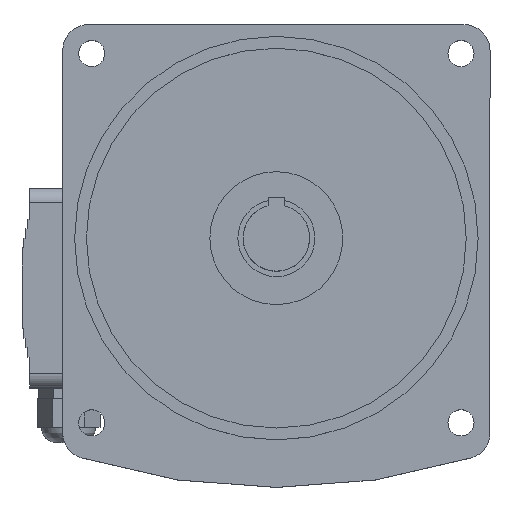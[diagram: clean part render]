
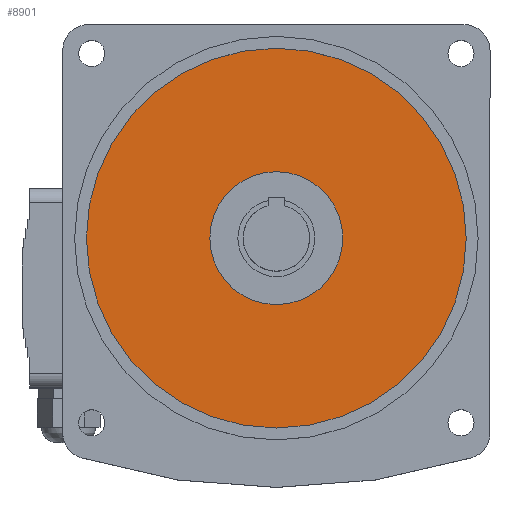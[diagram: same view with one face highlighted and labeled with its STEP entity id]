
A CAD part, top view. The second image highlights one B-rep face of the part: STEP entity #8901.
In plain terms, the highlighted planar face has unit normal (0, 0, 1).
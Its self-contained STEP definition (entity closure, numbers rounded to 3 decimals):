
#18=PLANE($,#9524);
#2641=FACE_BOUND($,#3297,.T.);
#2754=FACE_OUTER_BOUND($,#3296,.T.);
#3296=EDGE_LOOP($,(#6418));
#3297=EDGE_LOOP($,(#6419));
#3895=CIRCLE($,#9417,28.);
#3913=CIRCLE($,#9444,80.);
#4114=VERTEX_POINT($,#12726);
#4132=VERTEX_POINT($,#12771);
#4984=EDGE_CURVE($,#4114,#4114,#3895,.T.);
#5002=EDGE_CURVE($,#4132,#4132,#3913,.T.);
#6418=ORIENTED_EDGE($,*,*,#5002,.F.);
#6419=ORIENTED_EDGE($,*,*,#4984,.F.);
#8901=ADVANCED_FACE($,(#2754,#2641),#18,.T.);
#9417=AXIS2_PLACEMENT_3D($,#12727,#10168,#10169);
#9444=AXIS2_PLACEMENT_3D($,#12772,#10222,#10223);
#9524=AXIS2_PLACEMENT_3D($,#13035,#10438,#10439);
#10168=DIRECTION('center_axis',(0.,0.,1.));
#10169=DIRECTION('ref_axis',(1.,0.,0.));
#10222=DIRECTION('center_axis',(0.,0.,-1.));
#10223=DIRECTION('ref_axis',(1.,0.,0.));
#10438=DIRECTION('center_axis',(0.,0.,1.));
#10439=DIRECTION('ref_axis',(1.,0.,0.));
#12726=CARTESIAN_POINT('',(-28.,0.,0.));
#12727=CARTESIAN_POINT('Origin',(0.,0.,0.));
#12771=CARTESIAN_POINT('',(-80.,0.,0.));
#12772=CARTESIAN_POINT('Origin',(0.,0.,0.));
#13035=CARTESIAN_POINT('Origin',(0.,172.5,0.));
